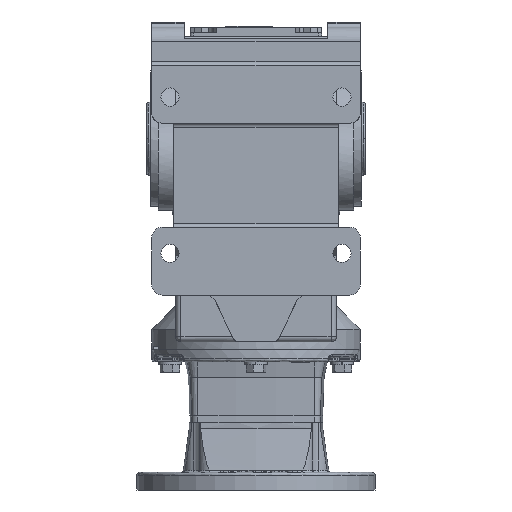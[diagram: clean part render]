
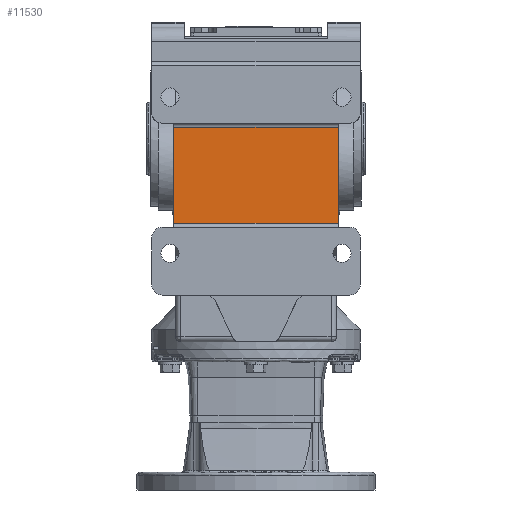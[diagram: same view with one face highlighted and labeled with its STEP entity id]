
A CAD part, front view. The second image highlights one B-rep face of the part: STEP entity #11530.
In plain terms, the highlighted planar face has unit normal (0, -1, 0).
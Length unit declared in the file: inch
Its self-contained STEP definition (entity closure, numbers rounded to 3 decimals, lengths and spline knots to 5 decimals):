
#4266 = EDGE_LOOP ( 'NONE', ( #40460, #28420, #29899, #26311 ) ) ;
#6110 = VECTOR ( 'NONE', #48451, 39.37008 ) ;
#11530 = ADVANCED_FACE ( 'NONE', ( #17901 ), #50038, .T. ) ;
#17901 = FACE_OUTER_BOUND ( 'NONE', #4266, .T. ) ;
#18461 = DIRECTION ( 'NONE',  ( 0., 0., -1. ) ) ;
#19996 = LINE ( 'NONE', #58741, #6110 ) ;
#22949 = CARTESIAN_POINT ( 'NONE',  ( -3.93701, -6.88976, 0.43307 ) ) ;
#23736 = CARTESIAN_POINT ( 'NONE',  ( -3.11024, -6.88976, -3.18898 ) ) ;
#24775 = CARTESIAN_POINT ( 'NONE',  ( 3.11024, -6.88976, 0.43307 ) ) ;
#26311 = ORIENTED_EDGE ( 'NONE', *, *, #56511, .F. ) ;
#26947 = LINE ( 'NONE', #61989, #53120 ) ;
#27331 = VERTEX_POINT ( 'NONE', #50121 ) ;
#28420 = ORIENTED_EDGE ( 'NONE', *, *, #29791, .F. ) ;
#29791 = EDGE_CURVE ( 'NONE', #41084, #58102, #26947, .T. ) ;
#29899 = ORIENTED_EDGE ( 'NONE', *, *, #57034, .T. ) ;
#33296 = LINE ( 'NONE', #51032, #64412 ) ;
#38456 = VERTEX_POINT ( 'NONE', #23736 ) ;
#40288 = DIRECTION ( 'NONE',  ( 1., 0., 0. ) ) ;
#40460 = ORIENTED_EDGE ( 'NONE', *, *, #54606, .T. ) ;
#41084 = VERTEX_POINT ( 'NONE', #24775 ) ;
#43399 = CARTESIAN_POINT ( 'NONE',  ( 3.11024, -6.88976, -3.18898 ) ) ;
#46667 = DIRECTION ( 'NONE',  ( 0., 0., -1. ) ) ;
#48451 = DIRECTION ( 'NONE',  ( 0., 0., 1. ) ) ;
#50038 = PLANE ( 'NONE',  #54211 ) ;
#50121 = CARTESIAN_POINT ( 'NONE',  ( -3.11024, -6.88976, 0.43307 ) ) ;
#51032 = CARTESIAN_POINT ( 'NONE',  ( -3.93701, -6.88976, -3.18898 ) ) ;
#53120 = VECTOR ( 'NONE', #46667, 39.37008 ) ;
#53531 = VECTOR ( 'NONE', #59786, 39.37008 ) ;
#54211 = AXIS2_PLACEMENT_3D ( 'NONE', #65134, #60571, #18461 ) ;
#54606 = EDGE_CURVE ( 'NONE', #38456, #58102, #33296, .T. ) ;
#56511 = EDGE_CURVE ( 'NONE', #38456, #27331, #19996, .T. ) ;
#57034 = EDGE_CURVE ( 'NONE', #41084, #27331, #67427, .T. ) ;
#58102 = VERTEX_POINT ( 'NONE', #43399 ) ;
#58741 = CARTESIAN_POINT ( 'NONE',  ( -3.11024, -6.88976, -0.07874 ) ) ;
#59786 = DIRECTION ( 'NONE',  ( -1., 0., 0. ) ) ;
#60571 = DIRECTION ( 'NONE',  ( 0., -1., 0. ) ) ;
#61989 = CARTESIAN_POINT ( 'NONE',  ( 3.11024, -6.88976, 0.43307 ) ) ;
#64412 = VECTOR ( 'NONE', #40288, 39.37008 ) ;
#65134 = CARTESIAN_POINT ( 'NONE',  ( -3.93701, -6.88976, 0.43307 ) ) ;
#67427 = LINE ( 'NONE', #22949, #53531 ) ;
